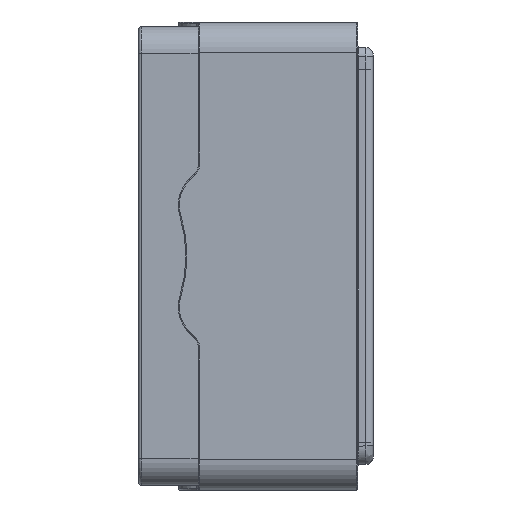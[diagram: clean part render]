
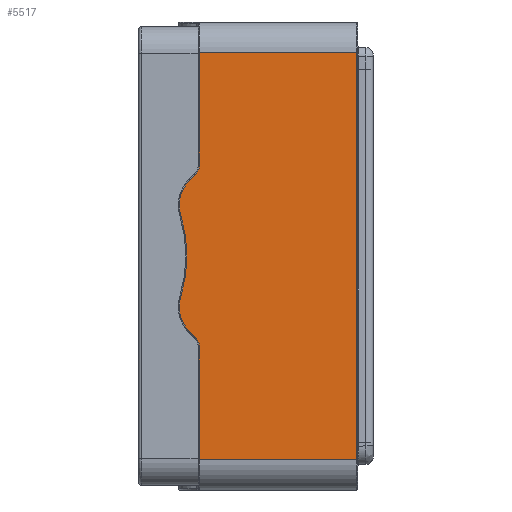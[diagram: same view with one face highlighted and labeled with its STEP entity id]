
A CAD part, left-side view. The second image highlights one B-rep face of the part: STEP entity #5517.
In plain terms, the highlighted planar face has unit normal (-1, 0, 0).
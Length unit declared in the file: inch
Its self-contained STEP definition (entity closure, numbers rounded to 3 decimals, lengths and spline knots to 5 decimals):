
#387=DIRECTION('',(0.,0.,1.));
#388=VECTOR('',#387,13.02);
#389=CARTESIAN_POINT('',(-23.975,0.535,-6.51));
#390=LINE('',#389,#388);
#395=DIRECTION('',(0.,0.,1.));
#396=VECTOR('',#395,3.63852);
#397=CARTESIAN_POINT('',(-23.975,5.565,2.87148));
#398=LINE('',#397,#396);
#399=DIRECTION('',(0.,1.,0.));
#400=VECTOR('',#399,5.03);
#401=CARTESIAN_POINT('',(-23.975,0.535,6.51));
#402=LINE('',#401,#400);
#403=DIRECTION('',(0.,1.,0.));
#404=VECTOR('',#403,5.03);
#405=CARTESIAN_POINT('',(-23.975,0.535,-6.51));
#406=LINE('',#405,#404);
#407=DIRECTION('',(0.,0.,1.));
#408=VECTOR('',#407,3.63852);
#409=CARTESIAN_POINT('',(-23.975,5.565,-6.51));
#410=LINE('',#409,#408);
#411=CARTESIAN_POINT('',(-23.975,5.9447,-2.87148));
#412=DIRECTION('',(-1.,0.,0.));
#413=DIRECTION('',(0.,-1.,0.));
#414=AXIS2_PLACEMENT_3D('',#411,#412,#413);
#416=DIRECTION('',(0.,0.728,0.685));
#417=VECTOR('',#416,0.22319);
#418=CARTESIAN_POINT('',(-23.975,5.68445,-2.595));
#419=LINE('',#418,#417);
#420=CARTESIAN_POINT('',(-23.975,5.0759,-1.6229));
#421=DIRECTION('',(1.,0.,0.));
#422=DIRECTION('',(0.,0.685,-0.728));
#423=AXIS2_PLACEMENT_3D('',#420,#421,#422);
#425=CARTESIAN_POINT('',(-23.975,10.31363,0.));
#426=DIRECTION('',(-1.,0.,0.));
#427=DIRECTION('',(0.,-0.955,-0.296));
#428=AXIS2_PLACEMENT_3D('',#425,#426,#427);
#430=CARTESIAN_POINT('',(-23.975,5.0759,1.6229));
#431=DIRECTION('',(1.,0.,0.));
#432=DIRECTION('',(0.,0.955,-0.296));
#433=AXIS2_PLACEMENT_3D('',#430,#431,#432);
#435=DIRECTION('',(0.,-0.728,0.685));
#436=VECTOR('',#435,0.22319);
#437=CARTESIAN_POINT('',(-23.975,5.84696,2.44203));
#438=LINE('',#437,#436);
#439=CARTESIAN_POINT('',(-23.975,5.9447,2.87148));
#440=DIRECTION('',(-1.,0.,0.));
#441=DIRECTION('',(0.,-0.685,-0.728));
#442=AXIS2_PLACEMENT_3D('',#439,#440,#441);
#4041=CARTESIAN_POINT('',(-23.975,0.535,-6.51));
#4043=VERTEX_POINT('',#4041);
#4177=CARTESIAN_POINT('',(-23.975,0.535,6.51));
#4179=VERTEX_POINT('',#4177);
#4408=CARTESIAN_POINT('',(-23.975,5.565,6.51));
#4409=VERTEX_POINT('',#4408);
#4412=CARTESIAN_POINT('',(-23.975,5.565,2.87148));
#4413=VERTEX_POINT('',#4412);
#4416=CARTESIAN_POINT('',(-23.975,5.68445,2.595));
#4417=VERTEX_POINT('',#4416);
#4420=CARTESIAN_POINT('',(-23.975,5.84696,2.44203));
#4421=VERTEX_POINT('',#4420);
#4424=CARTESIAN_POINT('',(-23.975,6.15045,1.28995));
#4425=VERTEX_POINT('',#4424);
#4428=CARTESIAN_POINT('',(-23.975,6.15045,-1.28995));
#4429=VERTEX_POINT('',#4428);
#4432=CARTESIAN_POINT('',(-23.975,5.84696,-2.44203));
#4433=VERTEX_POINT('',#4432);
#4436=CARTESIAN_POINT('',(-23.975,5.68445,-2.595));
#4437=VERTEX_POINT('',#4436);
#4440=CARTESIAN_POINT('',(-23.975,5.565,-2.87148));
#4441=VERTEX_POINT('',#4440);
#4444=CARTESIAN_POINT('',(-23.975,5.565,-6.51));
#4445=VERTEX_POINT('',#4444);
#5487=CARTESIAN_POINT('',(-23.975,0.5,0.));
#5488=DIRECTION('',(1.,0.,0.));
#5489=DIRECTION('',(0.,0.,-1.));
#5490=AXIS2_PLACEMENT_3D('',#5487,#5488,#5489);
#5491=PLANE('',#5490);
#5493=ORIENTED_EDGE('',*,*,#5492,.T.);
#5495=ORIENTED_EDGE('',*,*,#5494,.F.);
#5496=ORIENTED_EDGE('',*,*,#5477,.F.);
#5498=ORIENTED_EDGE('',*,*,#5497,.T.);
#5500=ORIENTED_EDGE('',*,*,#5499,.T.);
#5502=ORIENTED_EDGE('',*,*,#5501,.T.);
#5504=ORIENTED_EDGE('',*,*,#5503,.T.);
#5506=ORIENTED_EDGE('',*,*,#5505,.T.);
#5508=ORIENTED_EDGE('',*,*,#5507,.T.);
#5510=ORIENTED_EDGE('',*,*,#5509,.T.);
#5512=ORIENTED_EDGE('',*,*,#5511,.T.);
#5514=ORIENTED_EDGE('',*,*,#5513,.T.);
#5515=EDGE_LOOP('',(#5493,#5495,#5496,#5498,#5500,#5502,#5504,#5506,#5508,#5510,
#5512,#5514));
#5516=FACE_OUTER_BOUND('',#5515,.F.);
#5517=ADVANCED_FACE('',(#5516),#5491,.F.);
#415=CIRCLE('',#414,0.3797);
#424=CIRCLE('',#423,1.12495);
#429=CIRCLE('',#428,4.35845);
#434=CIRCLE('',#433,1.12495);
#443=CIRCLE('',#442,0.3797);
#5477=EDGE_CURVE('',#4043,#4179,#390,.T.);
#5492=EDGE_CURVE('',#4413,#4409,#398,.T.);
#5494=EDGE_CURVE('',#4179,#4409,#402,.T.);
#5497=EDGE_CURVE('',#4043,#4445,#406,.T.);
#5499=EDGE_CURVE('',#4445,#4441,#410,.T.);
#5501=EDGE_CURVE('',#4441,#4437,#415,.T.);
#5503=EDGE_CURVE('',#4437,#4433,#419,.T.);
#5505=EDGE_CURVE('',#4433,#4429,#424,.T.);
#5507=EDGE_CURVE('',#4429,#4425,#429,.T.);
#5509=EDGE_CURVE('',#4425,#4421,#434,.T.);
#5511=EDGE_CURVE('',#4421,#4417,#438,.T.);
#5513=EDGE_CURVE('',#4417,#4413,#443,.T.);
